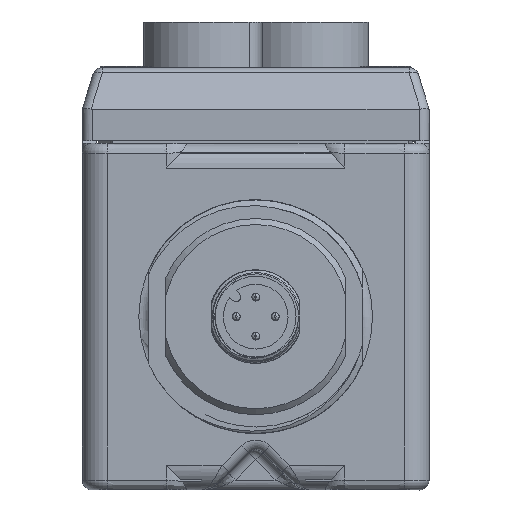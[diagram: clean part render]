
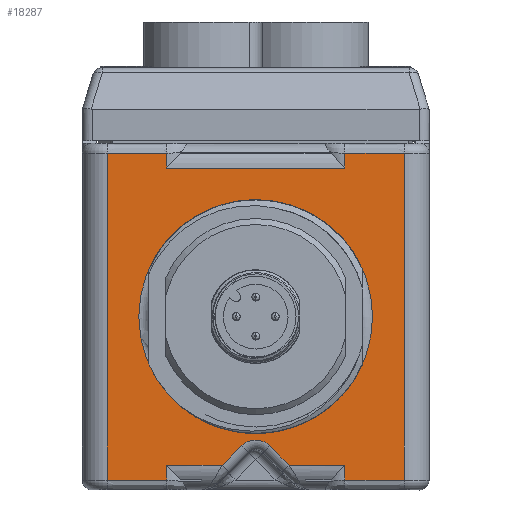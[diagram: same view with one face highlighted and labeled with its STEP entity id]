
A CAD part, front view. The second image highlights one B-rep face of the part: STEP entity #18287.
In plain terms, the highlighted planar face has unit normal (0, -1, 0).
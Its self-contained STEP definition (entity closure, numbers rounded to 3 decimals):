
#1=CARTESIAN_POINT('',(-19.045,-59.44,20.955));
#2=CARTESIAN_POINT('',(-18.521,-59.44,20.955));
#3=CARTESIAN_POINT('',(-17.509,-59.44,20.955));
#4=CARTESIAN_POINT('',(-16.1,-59.44,20.955));
#5=CARTESIAN_POINT('',(-14.789,-59.44,20.955));
#6=CARTESIAN_POINT('',(-13.573,-59.44,20.955));
#7=CARTESIAN_POINT('',(-12.448,-59.44,20.956));
#8=CARTESIAN_POINT('',(-11.759,-59.44,20.953));
#9=CARTESIAN_POINT('',(-11.43,-59.44,20.955));
#11=DIRECTION('',(0.,0.,-1.));
#12=VECTOR('',#11,1.91);
#13=CARTESIAN_POINT('',(-11.43,-59.44,20.955));
#14=LINE('',#13,#12);
#15=DIRECTION('',(0.,0.,-1.));
#16=VECTOR('',#15,1.91);
#17=CARTESIAN_POINT('',(11.43,-59.44,20.955));
#18=LINE('',#17,#16);
#19=CARTESIAN_POINT('',(11.43,-59.44,20.955));
#20=CARTESIAN_POINT('',(11.759,-59.44,20.953));
#21=CARTESIAN_POINT('',(12.448,-59.44,20.956));
#22=CARTESIAN_POINT('',(13.574,-59.44,20.955));
#23=CARTESIAN_POINT('',(14.79,-59.44,20.955));
#24=CARTESIAN_POINT('',(16.1,-59.44,20.955));
#25=CARTESIAN_POINT('',(17.509,-59.44,20.955));
#26=CARTESIAN_POINT('',(18.521,-59.44,20.955));
#27=CARTESIAN_POINT('',(19.045,-59.44,20.955));
#29=CARTESIAN_POINT('',(19.045,-59.44,-20.955));
#30=CARTESIAN_POINT('',(18.521,-59.44,-20.955));
#31=CARTESIAN_POINT('',(17.509,-59.44,-20.955));
#32=CARTESIAN_POINT('',(16.1,-59.44,-20.955));
#33=CARTESIAN_POINT('',(14.79,-59.44,-20.955));
#34=CARTESIAN_POINT('',(13.574,-59.44,-20.955));
#35=CARTESIAN_POINT('',(12.447,-59.44,-20.956));
#36=CARTESIAN_POINT('',(11.759,-59.44,-20.953));
#37=CARTESIAN_POINT('',(11.43,-59.44,-20.955));
#39=DIRECTION('',(0.,0.,-1.));
#40=VECTOR('',#39,1.91);
#41=CARTESIAN_POINT('',(11.43,-59.44,-19.045));
#42=LINE('',#41,#40);
#43=DIRECTION('',(0.,0.,-1.));
#44=VECTOR('',#43,1.91);
#45=CARTESIAN_POINT('',(-11.43,-59.44,-19.045));
#46=LINE('',#45,#44);
#47=CARTESIAN_POINT('',(-11.43,-59.44,-20.955));
#48=CARTESIAN_POINT('',(-11.759,-59.44,-20.953));
#49=CARTESIAN_POINT('',(-12.448,-59.44,-20.956));
#50=CARTESIAN_POINT('',(-13.573,-59.44,-20.955));
#51=CARTESIAN_POINT('',(-14.789,-59.44,-20.955));
#52=CARTESIAN_POINT('',(-16.1,-59.44,-20.955));
#53=CARTESIAN_POINT('',(-17.509,-59.44,-20.955));
#54=CARTESIAN_POINT('',(-18.521,-59.44,-20.955));
#55=CARTESIAN_POINT('',(-19.045,-59.44,-20.955));
#57=DIRECTION('',(0.,0.,1.));
#58=VECTOR('',#57,41.91);
#59=CARTESIAN_POINT('',(-19.045,-59.44,-20.955));
#60=LINE('',#59,#58);
#61=CARTESIAN_POINT('',(0.,-59.44,0.));
#62=DIRECTION('',(0.,-1.,0.));
#63=DIRECTION('',(0.,0.,-1.));
#64=AXIS2_PLACEMENT_3D('',#61,#62,#63);
#66=CARTESIAN_POINT('',(0.,-59.44,0.));
#67=DIRECTION('',(0.,-1.,0.));
#68=DIRECTION('',(0.,0.,1.));
#69=AXIS2_PLACEMENT_3D('',#66,#67,#68);
#5835=DIRECTION('',(1.,0.,0.));
#5836=VECTOR('',#5835,7.142);
#5837=CARTESIAN_POINT('',(-11.43,-59.44,-19.045));
#5838=LINE('',#5837,#5836);
#5874=CARTESIAN_POINT('',(-4.288,-59.44,-19.045));
#5943=CARTESIAN_POINT('',(0.,-59.44,-18.349));
#5944=DIRECTION('',(0.,1.,0.));
#5945=DIRECTION('',(-0.707,0.,0.707));
#5946=AXIS2_PLACEMENT_3D('',#5943,#5944,#5945);
#5948=DIRECTION('',(0.707,0.,0.707));
#5949=VECTOR('',#5948,3.525);
#5950=CARTESIAN_POINT('',(-4.288,-59.44,-19.045));
#5951=LINE('',#5950,#5949);
#5961=DIRECTION('',(-0.707,0.,0.707));
#5962=VECTOR('',#5961,3.525);
#5963=CARTESIAN_POINT('',(4.288,-59.44,-19.045));
#5964=LINE('',#5963,#5962);
#6125=DIRECTION('',(1.,0.,0.));
#6126=VECTOR('',#6125,7.142);
#6127=CARTESIAN_POINT('',(4.288,-59.44,-19.045));
#6128=LINE('',#6127,#6126);
#6234=DIRECTION('',(0.,0.,1.));
#6235=VECTOR('',#6234,41.91);
#6236=CARTESIAN_POINT('',(19.045,-59.44,-20.955));
#6237=LINE('',#6236,#6235);
#6516=DIRECTION('',(-1.,0.,0.));
#6517=VECTOR('',#6516,22.86);
#6518=CARTESIAN_POINT('',(11.43,-59.44,19.045));
#6519=LINE('',#6518,#6517);
#16216=CARTESIAN_POINT('',(0.,-59.44,-14.985));
#16217=CARTESIAN_POINT('',(0.,-59.44,14.985));
#16218=VERTEX_POINT('',#16216);
#16219=VERTEX_POINT('',#16217);
#16348=VERTEX_POINT('',#5874);
#16349=CARTESIAN_POINT('',(-1.796,-59.44,-16.553));
#16350=VERTEX_POINT('',#16349);
#16355=CARTESIAN_POINT('',(1.796,-59.44,-16.553));
#16356=VERTEX_POINT('',#16355);
#16357=CARTESIAN_POINT('',(4.288,-59.44,-19.045));
#16358=VERTEX_POINT('',#16357);
#16491=CARTESIAN_POINT('',(19.045,-59.44,20.955));
#16492=VERTEX_POINT('',#16491);
#16495=VERTEX_POINT('',#1);
#16496=VERTEX_POINT('',#9);
#16498=VERTEX_POINT('',#19);
#16511=CARTESIAN_POINT('',(-19.045,-59.44,-20.955));
#16512=VERTEX_POINT('',#16511);
#16515=VERTEX_POINT('',#29);
#16516=VERTEX_POINT('',#37);
#16518=VERTEX_POINT('',#47);
#16525=CARTESIAN_POINT('',(-11.43,-59.44,19.045));
#16526=VERTEX_POINT('',#16525);
#16619=CARTESIAN_POINT('',(11.43,-59.44,19.045));
#16620=VERTEX_POINT('',#16619);
#16623=CARTESIAN_POINT('',(-11.43,-59.44,-19.045));
#16624=VERTEX_POINT('',#16623);
#16625=CARTESIAN_POINT('',(11.43,-59.44,-19.045));
#16626=VERTEX_POINT('',#16625);
#18242=CARTESIAN_POINT('',(0.,-59.44,0.));
#18243=DIRECTION('',(0.,1.,0.));
#18244=DIRECTION('',(1.,0.,0.));
#18245=AXIS2_PLACEMENT_3D('',#18242,#18243,#18244);
#18246=PLANE('',#18245);
#18248=ORIENTED_EDGE('',*,*,#18247,.T.);
#18250=ORIENTED_EDGE('',*,*,#18249,.T.);
#18252=ORIENTED_EDGE('',*,*,#18251,.F.);
#18254=ORIENTED_EDGE('',*,*,#18253,.F.);
#18256=ORIENTED_EDGE('',*,*,#18255,.T.);
#18258=ORIENTED_EDGE('',*,*,#18257,.F.);
#18260=ORIENTED_EDGE('',*,*,#18259,.T.);
#18262=ORIENTED_EDGE('',*,*,#18261,.F.);
#18264=ORIENTED_EDGE('',*,*,#18263,.F.);
#18266=ORIENTED_EDGE('',*,*,#18265,.T.);
#18268=ORIENTED_EDGE('',*,*,#18267,.F.);
#18270=ORIENTED_EDGE('',*,*,#18269,.F.);
#18272=ORIENTED_EDGE('',*,*,#18271,.F.);
#18274=ORIENTED_EDGE('',*,*,#18273,.T.);
#18276=ORIENTED_EDGE('',*,*,#18275,.T.);
#18278=ORIENTED_EDGE('',*,*,#18277,.T.);
#18279=EDGE_LOOP('',(#18248,#18250,#18252,#18254,#18256,#18258,#18260,#18262,
#18264,#18266,#18268,#18270,#18272,#18274,#18276,#18278));
#18280=FACE_OUTER_BOUND('',#18279,.F.);
#18282=ORIENTED_EDGE('',*,*,#18281,.T.);
#18284=ORIENTED_EDGE('',*,*,#18283,.T.);
#18285=EDGE_LOOP('',(#18282,#18284));
#18286=FACE_BOUND('',#18285,.F.);
#18287=ADVANCED_FACE('',(#18280,#18286),#18246,.F.);
#10=B_SPLINE_CURVE_WITH_KNOTS('',3,(#1,#2,#3,#4,#5,#6,#7,#8,#9),.UNSPECIFIED.,
.F.,.F.,(4,1,1,1,1,1,4),(0.,0.167,0.333,0.5,
0.667,0.833,1.),.UNSPECIFIED.);
#28=B_SPLINE_CURVE_WITH_KNOTS('',3,(#19,#20,#21,#22,#23,#24,#25,#26,#27),
.UNSPECIFIED.,.F.,.F.,(4,1,1,1,1,1,4),(0.,0.167,0.333,
0.5,0.667,0.833,1.),.UNSPECIFIED.);
#38=B_SPLINE_CURVE_WITH_KNOTS('',3,(#29,#30,#31,#32,#33,#34,#35,#36,#37),
.UNSPECIFIED.,.F.,.F.,(4,1,1,1,1,1,4),(0.,0.167,0.333,
0.5,0.667,0.833,1.),.UNSPECIFIED.);
#56=B_SPLINE_CURVE_WITH_KNOTS('',3,(#47,#48,#49,#50,#51,#52,#53,#54,#55),
.UNSPECIFIED.,.F.,.F.,(4,1,1,1,1,1,4),(0.,0.167,0.333,
0.5,0.667,0.833,1.),.UNSPECIFIED.);
#65=CIRCLE('',#64,14.985);
#70=CIRCLE('',#69,14.985);
#5947=CIRCLE('',#5946,2.54);
#18247=EDGE_CURVE('',#16495,#16496,#10,.T.);
#18249=EDGE_CURVE('',#16496,#16526,#14,.T.);
#18251=EDGE_CURVE('',#16620,#16526,#6519,.T.);
#18253=EDGE_CURVE('',#16498,#16620,#18,.T.);
#18255=EDGE_CURVE('',#16498,#16492,#28,.T.);
#18257=EDGE_CURVE('',#16515,#16492,#6237,.T.);
#18259=EDGE_CURVE('',#16515,#16516,#38,.T.);
#18261=EDGE_CURVE('',#16626,#16516,#42,.T.);
#18263=EDGE_CURVE('',#16358,#16626,#6128,.T.);
#18265=EDGE_CURVE('',#16358,#16356,#5964,.T.);
#18267=EDGE_CURVE('',#16350,#16356,#5947,.T.);
#18269=EDGE_CURVE('',#16348,#16350,#5951,.T.);
#18271=EDGE_CURVE('',#16624,#16348,#5838,.T.);
#18273=EDGE_CURVE('',#16624,#16518,#46,.T.);
#18275=EDGE_CURVE('',#16518,#16512,#56,.T.);
#18277=EDGE_CURVE('',#16512,#16495,#60,.T.);
#18281=EDGE_CURVE('',#16218,#16219,#65,.T.);
#18283=EDGE_CURVE('',#16219,#16218,#70,.T.);
